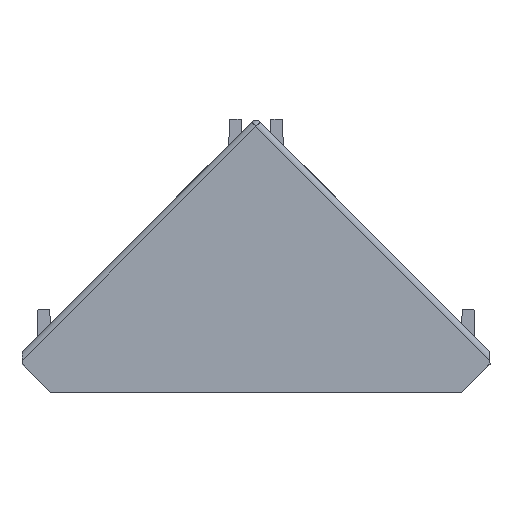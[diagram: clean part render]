
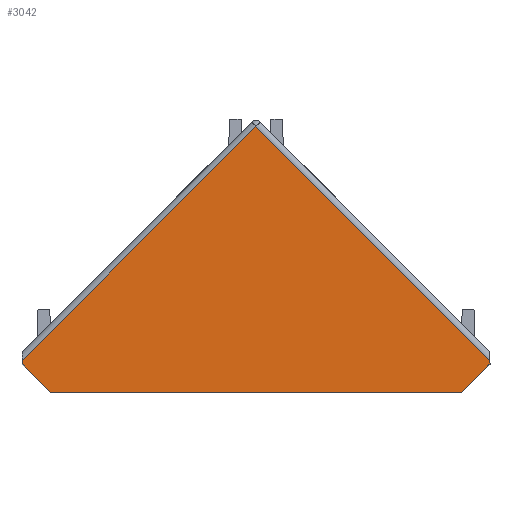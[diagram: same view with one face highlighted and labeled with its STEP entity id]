
A CAD part, top view. The second image highlights one B-rep face of the part: STEP entity #3042.
In plain terms, the highlighted planar face has unit normal (0, 0.009, 1).
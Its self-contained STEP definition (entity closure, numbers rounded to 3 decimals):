
#74 = LINE ( 'NONE', #1033, #2668 ) ;
#156 = ORIENTED_EDGE ( 'NONE', *, *, #3255, .T. ) ;
#219 = LINE ( 'NONE', #3552, #3904 ) ;
#244 = DIRECTION ( 'NONE',  ( 0., 1., -0.009 ) ) ;
#407 = VERTEX_POINT ( 'NONE', #2055 ) ;
#435 = EDGE_LOOP ( 'NONE', ( #1727, #3738, #1907, #2889, #156, #1076, #2014 ) ) ;
#612 = CARTESIAN_POINT ( 'NONE',  ( 0., 21.925, 13.809 ) ) ;
#711 = LINE ( 'NONE', #4140, #4362 ) ;
#738 = PLANE ( 'NONE',  #3310 ) ;
#785 = VECTOR ( 'NONE', #2347, 1000. ) ;
#789 = DIRECTION ( 'NONE',  ( -0.707, 0.707, -0.006 ) ) ;
#907 = VERTEX_POINT ( 'NONE', #2585 ) ;
#1033 = CARTESIAN_POINT ( 'NONE',  ( 16.971, 0., 14. ) ) ;
#1076 = ORIENTED_EDGE ( 'NONE', *, *, #3133, .T. ) ;
#1080 = DIRECTION ( 'NONE',  ( 0., -1., 0.009 ) ) ;
#1257 = VECTOR ( 'NONE', #4334, 1000. ) ;
#1277 = CARTESIAN_POINT ( 'NONE',  ( 19.299, 2.328, 13.98 ) ) ;
#1333 = VERTEX_POINT ( 'NONE', #1277 ) ;
#1375 = VECTOR ( 'NONE', #3279, 1000. ) ;
#1376 = DIRECTION ( 'NONE',  ( 0., -1., 0.009 ) ) ;
#1493 = LINE ( 'NONE', #3980, #1375 ) ;
#1727 = ORIENTED_EDGE ( 'NONE', *, *, #3685, .T. ) ;
#1775 = CARTESIAN_POINT ( 'NONE',  ( -16.971, 0., 14. ) ) ;
#1907 = ORIENTED_EDGE ( 'NONE', *, *, #3092, .T. ) ;
#2014 = ORIENTED_EDGE ( 'NONE', *, *, #3790, .T. ) ;
#2055 = CARTESIAN_POINT ( 'NONE',  ( -19.299, 2.626, 13.977 ) ) ;
#2221 = CARTESIAN_POINT ( 'NONE',  ( 19.299, 2.626, 13.977 ) ) ;
#2224 = CARTESIAN_POINT ( 'NONE',  ( -16.971, 0., 14. ) ) ;
#2336 = LINE ( 'NONE', #3669, #4115 ) ;
#2347 = DIRECTION ( 'NONE',  ( 0.707, -0.707, 0.006 ) ) ;
#2464 = VERTEX_POINT ( 'NONE', #4229 ) ;
#2570 = LINE ( 'NONE', #4433, #785 ) ;
#2585 = CARTESIAN_POINT ( 'NONE',  ( -16.971, 0., 14. ) ) ;
#2668 = VECTOR ( 'NONE', #3585, 1000. ) ;
#2889 = ORIENTED_EDGE ( 'NONE', *, *, #3880, .T. ) ;
#3042 = ADVANCED_FACE ( 'NONE', ( #3531 ), #738, .T. ) ;
#3071 = LINE ( 'NONE', #2224, #1257 ) ;
#3092 = EDGE_CURVE ( 'NONE', #4273, #407, #1493, .T. ) ;
#3122 = EDGE_CURVE ( 'NONE', #4051, #4273, #2336, .T. ) ;
#3133 = EDGE_CURVE ( 'NONE', #907, #3502, #3071, .T. ) ;
#3248 = DIRECTION ( 'NONE',  ( 0., 0.009, 1. ) ) ;
#3255 = EDGE_CURVE ( 'NONE', #2464, #907, #2570, .T. ) ;
#3279 = DIRECTION ( 'NONE',  ( -0.707, -0.707, 0.006 ) ) ;
#3285 = CARTESIAN_POINT ( 'NONE',  ( 16.971, 0., 14. ) ) ;
#3310 = AXIS2_PLACEMENT_3D ( 'NONE', #1775, #3248, #1080 ) ;
#3502 = VERTEX_POINT ( 'NONE', #3285 ) ;
#3531 = FACE_OUTER_BOUND ( 'NONE', #435, .T. ) ;
#3552 = CARTESIAN_POINT ( 'NONE',  ( -19.299, 3.328, 13.971 ) ) ;
#3585 = DIRECTION ( 'NONE',  ( 0.707, 0.707, -0.006 ) ) ;
#3669 = CARTESIAN_POINT ( 'NONE',  ( -0.351, 22.276, 13.806 ) ) ;
#3685 = EDGE_CURVE ( 'NONE', #1333, #4051, #711, .T. ) ;
#3738 = ORIENTED_EDGE ( 'NONE', *, *, #3122, .T. ) ;
#3790 = EDGE_CURVE ( 'NONE', #3502, #1333, #74, .T. ) ;
#3880 = EDGE_CURVE ( 'NONE', #407, #2464, #219, .T. ) ;
#3904 = VECTOR ( 'NONE', #1376, 1000. ) ;
#3980 = CARTESIAN_POINT ( 'NONE',  ( -18.948, 2.977, 13.974 ) ) ;
#4051 = VERTEX_POINT ( 'NONE', #2221 ) ;
#4115 = VECTOR ( 'NONE', #789, 1000. ) ;
#4140 = CARTESIAN_POINT ( 'NONE',  ( 19.299, 3.328, 13.971 ) ) ;
#4229 = CARTESIAN_POINT ( 'NONE',  ( -19.299, 2.328, 13.98 ) ) ;
#4273 = VERTEX_POINT ( 'NONE', #612 ) ;
#4334 = DIRECTION ( 'NONE',  ( 1., 0., 0. ) ) ;
#4362 = VECTOR ( 'NONE', #244, 1000. ) ;
#4433 = CARTESIAN_POINT ( 'NONE',  ( -16.971, 0., 14. ) ) ;
